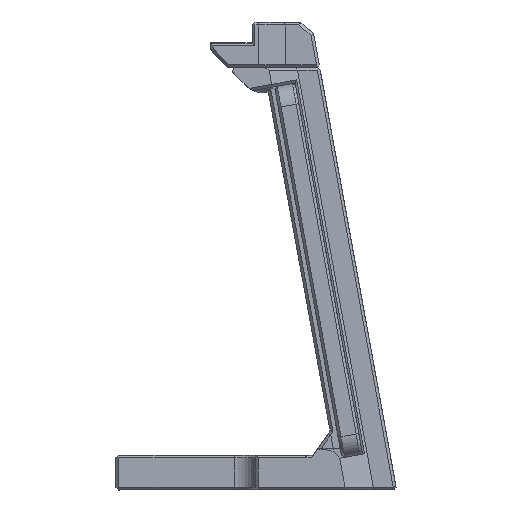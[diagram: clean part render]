
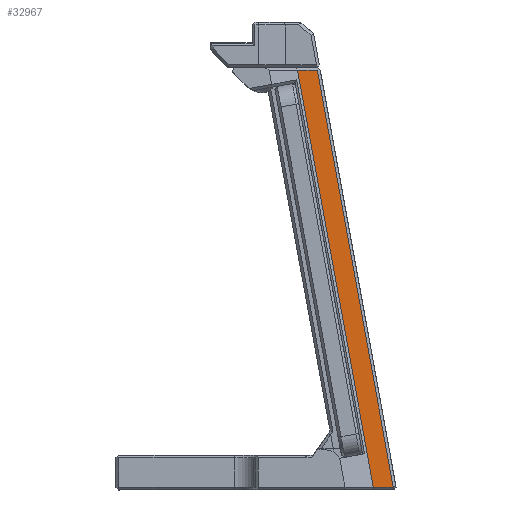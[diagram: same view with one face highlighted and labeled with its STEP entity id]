
A CAD part, left-side view. The second image highlights one B-rep face of the part: STEP entity #32967.
In plain terms, the highlighted planar face has unit normal (-1, 0, 0).
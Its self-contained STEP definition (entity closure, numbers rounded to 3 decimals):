
#2495=FACE_OUTER_BOUND('',#4507,.T.);
#4507=EDGE_LOOP('',(#22728,#22729,#22730,#22731));
#6650=LINE('',#48817,#10307);
#6653=LINE('',#48823,#10310);
#6669=LINE('',#48861,#10326);
#6922=LINE('',#49728,#10579);
#10307=VECTOR('',#38627,10.);
#10310=VECTOR('',#38632,10.);
#10326=VECTOR('',#38662,10.);
#10579=VECTOR('',#39391,10.);
#13918=VERTEX_POINT('',#48814);
#13919=VERTEX_POINT('',#48816);
#13921=VERTEX_POINT('',#48822);
#13936=VERTEX_POINT('',#48860);
#16987=EDGE_CURVE('',#13919,#13918,#6650,.T.);
#16990=EDGE_CURVE('',#13919,#13921,#6653,.T.);
#17009=EDGE_CURVE('',#13921,#13936,#6669,.T.);
#17437=EDGE_CURVE('',#13936,#13918,#6922,.T.);
#22728=ORIENTED_EDGE('',*,*,#16990,.F.);
#22729=ORIENTED_EDGE('',*,*,#16987,.T.);
#22730=ORIENTED_EDGE('',*,*,#17437,.F.);
#22731=ORIENTED_EDGE('',*,*,#17009,.F.);
#31699=PLANE('',#35299);
#32967=ADVANCED_FACE('',(#2495),#31699,.F.);
#35299=AXIS2_PLACEMENT_3D('',#49732,#39394,#39395);
#38627=DIRECTION('',(0.,-0.179,-0.984));
#38632=DIRECTION('',(0.,-1.,0.));
#38662=DIRECTION('',(0.,-0.179,-0.984));
#39391=DIRECTION('',(0.,1.,0.));
#39394=DIRECTION('center_axis',(1.,0.,0.));
#39395=DIRECTION('ref_axis',(0.,-1.,0.));
#48814=CARTESIAN_POINT('',(-182.595,-247.088,5.49));
#48816=CARTESIAN_POINT('',(-182.595,-236.234,65.19));
#48817=CARTESIAN_POINT('',(-182.595,-243.979,22.591));
#48822=CARTESIAN_POINT('',(-182.595,-239.08,65.19));
#48823=CARTESIAN_POINT('',(-182.595,-238.259,65.19));
#48860=CARTESIAN_POINT('',(-182.595,-249.934,5.49));
#48861=CARTESIAN_POINT('',(-182.595,-249.806,6.196));
#49728=CARTESIAN_POINT('',(-182.595,-135.732,5.49));
#49732=CARTESIAN_POINT('Origin',(-182.595,-246.232,5.729));
